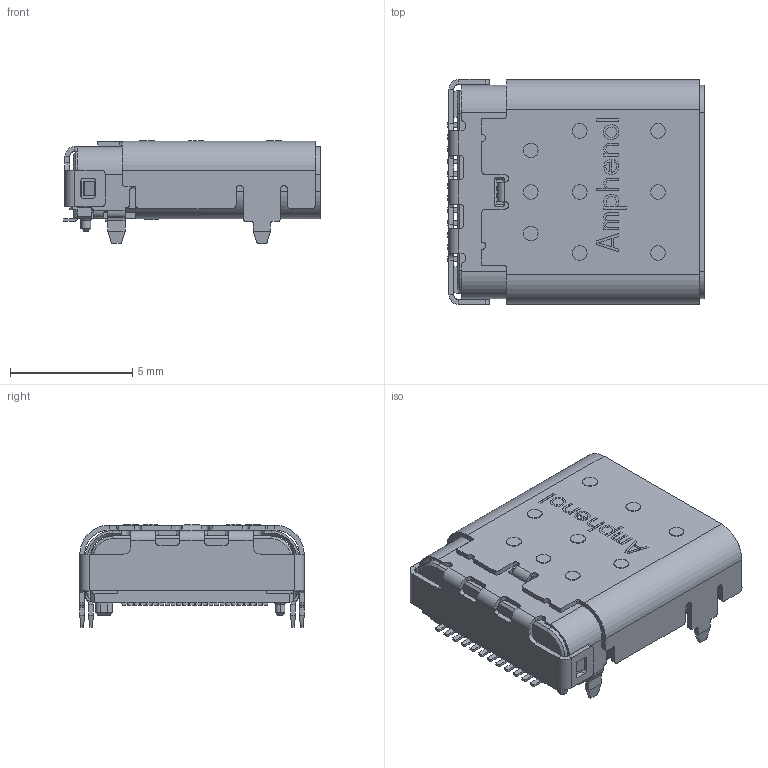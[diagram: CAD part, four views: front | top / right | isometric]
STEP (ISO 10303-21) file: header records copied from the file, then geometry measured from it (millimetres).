
FILE_DESCRIPTION((''),'2;1');
FILE_NAME('12401610E42A','2017-09-20T',('allan.lai'),(''),'PRO/ENGINEER BY PARAMETRIC TECHNOLOGY CORPORATION, 2011490','PRO/ENGINEER BY PARAMETRIC TECHNOLOGY CORPORATION, 2011490','');
FILE_SCHEMA(('AUTOMOTIVE_DESIGN { 1 0 10303 214 1 1 1 1 }'));
Products named in the file (1): 12401610E42A
Bounding box: 10.5 x 9.2 x 4.21 mm (x, y, z)
Volume: 159.1 mm3; surface area: 953.2 mm2
Topology: 1 solids, 13 shells, 2242 faces, 6302 edges, 4052 vertices
Faces by surface type: plane 1585, cylinder 478, cone 80, torus 80, sphere 14, bspline 5
Entity records: 85432 total; most frequent: CARTESIAN_POINT 14327, ORIENTED_EDGE 12580, DIRECTION 11775, EDGE_CURVE 6290, VECTOR 4665, LINE 4665, VERTEX_POINT 4052, AXIS2_PLACEMENT_3D 3555
